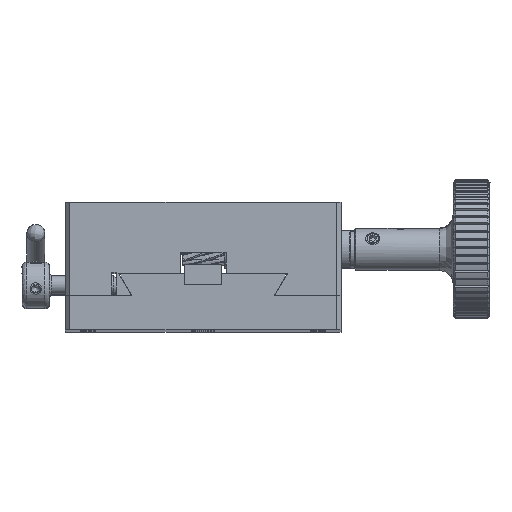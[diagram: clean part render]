
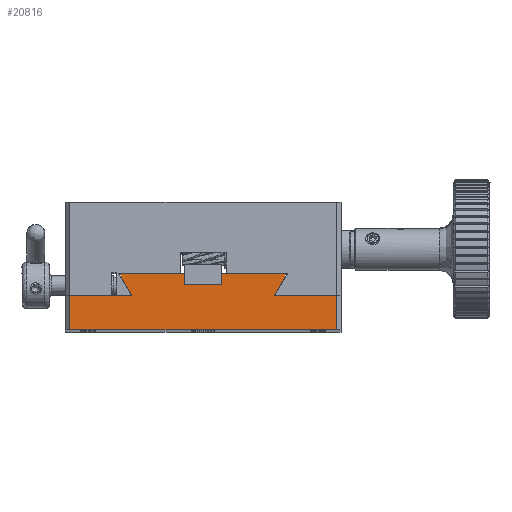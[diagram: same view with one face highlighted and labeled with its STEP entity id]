
A CAD part, top view. The second image highlights one B-rep face of the part: STEP entity #20816.
In plain terms, the highlighted planar face has unit normal (0, 0, 1).
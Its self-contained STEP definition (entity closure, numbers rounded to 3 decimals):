
#2456 = VERTEX_POINT ( 'NONE', #197442 ) ;
#3623 = CARTESIAN_POINT ( 'NONE',  ( 89.031, 64.568, 217.689 ) ) ;
#4348 = EDGE_CURVE ( 'NONE', #141743, #64217, #11997, .T. ) ;
#5683 = VERTEX_POINT ( 'NONE', #181978 ) ;
#5826 = VECTOR ( 'NONE', #57559, 1000. ) ;
#11048 = EDGE_CURVE ( 'NONE', #93825, #137237, #15429, .T. ) ;
#11410 = DIRECTION ( 'NONE',  ( 0., -1., 0. ) ) ;
#11620 = LINE ( 'NONE', #152370, #189216 ) ;
#11997 = LINE ( 'NONE', #104846, #63801 ) ;
#12627 = CARTESIAN_POINT ( 'NONE',  ( 102.531, 72.068, 217.689 ) ) ;
#15429 = LINE ( 'NONE', #73690, #41133 ) ;
#15957 = DIRECTION ( 'NONE',  ( 0., 0., -1. ) ) ;
#16650 = EDGE_CURVE ( 'NONE', #2456, #109566, #199415, .T. ) ;
#18754 = VECTOR ( 'NONE', #64579, 1000. ) ;
#20816 = ADVANCED_FACE ( 'NONE', ( #108791 ), #140412, .F. ) ;
#21353 = CARTESIAN_POINT ( 'NONE',  ( 89.031, 72.068, 217.689 ) ) ;
#24572 = EDGE_CURVE ( 'NONE', #121891, #85030, #152388, .T. ) ;
#24811 = ORIENTED_EDGE ( 'NONE', *, *, #57130, .T. ) ;
#28518 = EDGE_CURVE ( 'NONE', #93825, #189118, #94721, .T. ) ;
#28773 = ORIENTED_EDGE ( 'NONE', *, *, #45781, .F. ) ;
#33657 = CARTESIAN_POINT ( 'NONE',  ( 133.531, 72.068, 217.689 ) ) ;
#34749 = EDGE_CURVE ( 'NONE', #5683, #170579, #50495, .T. ) ;
#37300 = EDGE_LOOP ( 'NONE', ( #141741, #66998, #45098, #81332, #158320, #92756, #28773, #82014, #123886, #24811, #200160, #116610, #141693, #129392 ) ) ;
#37314 = EDGE_CURVE ( 'NONE', #64681, #189118, #81896, .T. ) ;
#38573 = CARTESIAN_POINT ( 'NONE',  ( 147.031, 64.568, 217.689 ) ) ;
#41133 = VECTOR ( 'NONE', #135879, 1000. ) ;
#41410 = CARTESIAN_POINT ( 'NONE',  ( 118.031, 74.468, 217.689 ) ) ;
#41600 = CARTESIAN_POINT ( 'NONE',  ( 118.031, 72.068, 217.689 ) ) ;
#43283 = EDGE_CURVE ( 'NONE', #2456, #64217, #105220, .T. ) ;
#44579 = DIRECTION ( 'NONE',  ( 1., 0., 0. ) ) ;
#44969 = DIRECTION ( 'NONE',  ( 0., 1., 0. ) ) ;
#45098 = ORIENTED_EDGE ( 'NONE', *, *, #16650, .F. ) ;
#45781 = EDGE_CURVE ( 'NONE', #170579, #94025, #150585, .T. ) ;
#48800 = CARTESIAN_POINT ( 'NONE',  ( 148.031, 64.568, 217.689 ) ) ;
#50111 = CARTESIAN_POINT ( 'NONE',  ( 122.081, 76.768, 217.689 ) ) ;
#50495 = LINE ( 'NONE', #140307, #194039 ) ;
#55661 = DIRECTION ( 'NONE',  ( -0.5, -0.866, 0. ) ) ;
#57130 = EDGE_CURVE ( 'NONE', #176391, #85030, #179778, .T. ) ;
#57559 = DIRECTION ( 'NONE',  ( -0.5, 0.866, 0. ) ) ;
#62013 = VECTOR ( 'NONE', #11410, 1000. ) ;
#63130 = CARTESIAN_POINT ( 'NONE',  ( 147.031, 72.068, 217.689 ) ) ;
#63801 = VECTOR ( 'NONE', #44579, 1000. ) ;
#64217 = VERTEX_POINT ( 'NONE', #165489 ) ;
#64579 = DIRECTION ( 'NONE',  ( 0., -1., 0. ) ) ;
#64681 = VERTEX_POINT ( 'NONE', #63130 ) ;
#65824 = CARTESIAN_POINT ( 'NONE',  ( 100.117, 76.768, 217.689 ) ) ;
#66998 = ORIENTED_EDGE ( 'NONE', *, *, #180106, .F. ) ;
#69810 = CARTESIAN_POINT ( 'NONE',  ( 118.031, 76.768, 217.689 ) ) ;
#73690 = CARTESIAN_POINT ( 'NONE',  ( 89.031, 64.568, 217.689 ) ) ;
#75216 = CARTESIAN_POINT ( 'NONE',  ( 118.031, 64.568, 217.689 ) ) ;
#78090 = EDGE_CURVE ( 'NONE', #176391, #5683, #150339, .T. ) ;
#78910 = DIRECTION ( 'NONE',  ( 1., 0., 0. ) ) ;
#81332 = ORIENTED_EDGE ( 'NONE', *, *, #43283, .T. ) ;
#81896 = LINE ( 'NONE', #158416, #18754 ) ;
#82014 = ORIENTED_EDGE ( 'NONE', *, *, #34749, .F. ) ;
#85030 = VERTEX_POINT ( 'NONE', #194102 ) ;
#86544 = DIRECTION ( 'NONE',  ( 1., 0., 0. ) ) ;
#89910 = CARTESIAN_POINT ( 'NONE',  ( 135.944, 76.768, 217.689 ) ) ;
#91415 = VECTOR ( 'NONE', #131981, 1000. ) ;
#92756 = ORIENTED_EDGE ( 'NONE', *, *, #191656, .F. ) ;
#93825 = VERTEX_POINT ( 'NONE', #3623 ) ;
#94025 = VERTEX_POINT ( 'NONE', #123542 ) ;
#94721 = LINE ( 'NONE', #48800, #123190 ) ;
#100461 = VECTOR ( 'NONE', #44969, 1000. ) ;
#101836 = LINE ( 'NONE', #41600, #122707 ) ;
#104113 = VECTOR ( 'NONE', #55661, 1000. ) ;
#104846 = CARTESIAN_POINT ( 'NONE',  ( 118.031, 76.768, 217.689 ) ) ;
#105220 = LINE ( 'NONE', #89910, #100461 ) ;
#108791 = FACE_OUTER_BOUND ( 'NONE', #37300, .T. ) ;
#109566 = VERTEX_POINT ( 'NONE', #33657 ) ;
#116610 = ORIENTED_EDGE ( 'NONE', *, *, #131831, .F. ) ;
#118215 = AXIS2_PLACEMENT_3D ( 'NONE', #75216, #15957, #136413 ) ;
#120030 = VECTOR ( 'NONE', #182191, 1000. ) ;
#121871 = CARTESIAN_POINT ( 'NONE',  ( 135.944, 76.248, 217.689 ) ) ;
#121891 = VERTEX_POINT ( 'NONE', #137761 ) ;
#122707 = VECTOR ( 'NONE', #86544, 1000. ) ;
#123190 = VECTOR ( 'NONE', #126326, 1000. ) ;
#123542 = CARTESIAN_POINT ( 'NONE',  ( 122.081, 74.468, 217.689 ) ) ;
#123886 = ORIENTED_EDGE ( 'NONE', *, *, #78090, .F. ) ;
#126326 = DIRECTION ( 'NONE',  ( 1., 0., 0. ) ) ;
#127839 = CARTESIAN_POINT ( 'NONE',  ( 118.031, 72.068, 217.689 ) ) ;
#129392 = ORIENTED_EDGE ( 'NONE', *, *, #28518, .T. ) ;
#131831 = EDGE_CURVE ( 'NONE', #137237, #121891, #101836, .T. ) ;
#131981 = DIRECTION ( 'NONE',  ( 1., 0., 0. ) ) ;
#135879 = DIRECTION ( 'NONE',  ( 0., 1., 0. ) ) ;
#136413 = DIRECTION ( 'NONE',  ( -1., 0., 0. ) ) ;
#137073 = DIRECTION ( 'NONE',  ( 0., 1., 0. ) ) ;
#137237 = VERTEX_POINT ( 'NONE', #21353 ) ;
#137761 = CARTESIAN_POINT ( 'NONE',  ( 102.531, 72.068, 217.689 ) ) ;
#140307 = CARTESIAN_POINT ( 'NONE',  ( 113.981, 64.568, 217.689 ) ) ;
#140412 = PLANE ( 'NONE',  #118215 ) ;
#141693 = ORIENTED_EDGE ( 'NONE', *, *, #11048, .F. ) ;
#141741 = ORIENTED_EDGE ( 'NONE', *, *, #37314, .F. ) ;
#141743 = VERTEX_POINT ( 'NONE', #50111 ) ;
#150339 = LINE ( 'NONE', #69810, #91415 ) ;
#150585 = LINE ( 'NONE', #41410, #120030 ) ;
#152370 = CARTESIAN_POINT ( 'NONE',  ( 122.081, 64.568, 217.689 ) ) ;
#152388 = LINE ( 'NONE', #12627, #5826 ) ;
#157741 = CARTESIAN_POINT ( 'NONE',  ( 113.981, 74.468, 217.689 ) ) ;
#158320 = ORIENTED_EDGE ( 'NONE', *, *, #4348, .F. ) ;
#158416 = CARTESIAN_POINT ( 'NONE',  ( 147.031, 64.568, 217.689 ) ) ;
#165489 = CARTESIAN_POINT ( 'NONE',  ( 135.944, 76.768, 217.689 ) ) ;
#170579 = VERTEX_POINT ( 'NONE', #157741 ) ;
#175390 = VECTOR ( 'NONE', #78910, 1000. ) ;
#176391 = VERTEX_POINT ( 'NONE', #65824 ) ;
#179778 = LINE ( 'NONE', #195084, #62013 ) ;
#180106 = EDGE_CURVE ( 'NONE', #109566, #64681, #187023, .T. ) ;
#181978 = CARTESIAN_POINT ( 'NONE',  ( 113.981, 76.768, 217.689 ) ) ;
#182191 = DIRECTION ( 'NONE',  ( 1., 0., 0. ) ) ;
#187023 = LINE ( 'NONE', #127839, #175390 ) ;
#189118 = VERTEX_POINT ( 'NONE', #38573 ) ;
#189216 = VECTOR ( 'NONE', #137073, 1000. ) ;
#189269 = DIRECTION ( 'NONE',  ( 0., -1., 0. ) ) ;
#191656 = EDGE_CURVE ( 'NONE', #94025, #141743, #11620, .T. ) ;
#194039 = VECTOR ( 'NONE', #189269, 1000. ) ;
#194102 = CARTESIAN_POINT ( 'NONE',  ( 100.117, 76.248, 217.689 ) ) ;
#195084 = CARTESIAN_POINT ( 'NONE',  ( 100.117, 76.768, 217.689 ) ) ;
#197442 = CARTESIAN_POINT ( 'NONE',  ( 135.944, 76.248, 217.689 ) ) ;
#199415 = LINE ( 'NONE', #121871, #104113 ) ;
#200160 = ORIENTED_EDGE ( 'NONE', *, *, #24572, .F. ) ;
